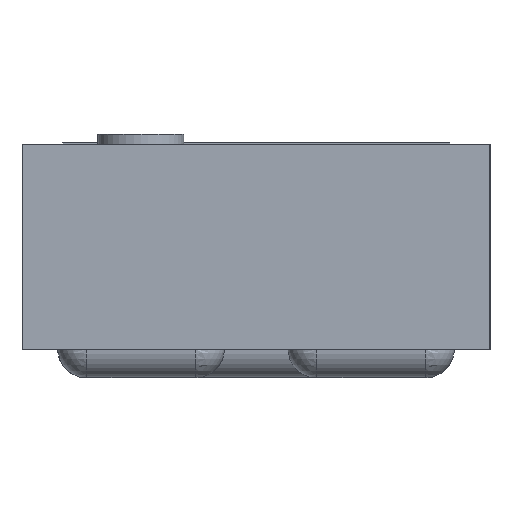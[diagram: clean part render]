
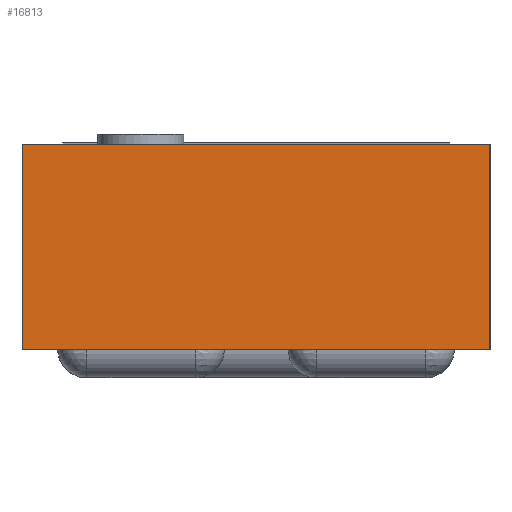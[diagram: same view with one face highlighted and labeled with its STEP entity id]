
A CAD part, left-side view. The second image highlights one B-rep face of the part: STEP entity #16813.
In plain terms, the highlighted planar face has unit normal (-1, 0, 0).
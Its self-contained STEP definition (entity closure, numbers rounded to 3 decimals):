
#16788 = VERTEX_POINT('',#16789);
#16789 = CARTESIAN_POINT('',(-2.053,-0.816,0.715));
#16795 = EDGE_CURVE('',#16796,#16788,#16798,.T.);
#16796 = VERTEX_POINT('',#16797);
#16797 = CARTESIAN_POINT('',(-2.053,-0.816,0.));
#16798 = LINE('',#16799,#16800);
#16799 = CARTESIAN_POINT('',(-2.053,-0.816,0.));
#16800 = VECTOR('',#16801,1.);
#16801 = DIRECTION('',(0.,0.,1.));
#16813 = ADVANCED_FACE('',(#16814),#16839,.T.);
#16814 = FACE_BOUND('',#16815,.T.);
#16815 = EDGE_LOOP('',(#16816,#16817,#16825,#16833));
#16816 = ORIENTED_EDGE('',*,*,#16795,.T.);
#16817 = ORIENTED_EDGE('',*,*,#16818,.T.);
#16818 = EDGE_CURVE('',#16788,#16819,#16821,.T.);
#16819 = VERTEX_POINT('',#16820);
#16820 = CARTESIAN_POINT('',(-2.053,0.816,0.715));
#16821 = LINE('',#16822,#16823);
#16822 = CARTESIAN_POINT('',(-2.053,-0.816,0.715));
#16823 = VECTOR('',#16824,1.);
#16824 = DIRECTION('',(0.,1.,0.));
#16825 = ORIENTED_EDGE('',*,*,#16826,.F.);
#16826 = EDGE_CURVE('',#16827,#16819,#16829,.T.);
#16827 = VERTEX_POINT('',#16828);
#16828 = CARTESIAN_POINT('',(-2.053,0.816,0.));
#16829 = LINE('',#16830,#16831);
#16830 = CARTESIAN_POINT('',(-2.053,0.816,0.));
#16831 = VECTOR('',#16832,1.);
#16832 = DIRECTION('',(0.,0.,1.));
#16833 = ORIENTED_EDGE('',*,*,#16834,.F.);
#16834 = EDGE_CURVE('',#16796,#16827,#16835,.T.);
#16835 = LINE('',#16836,#16837);
#16836 = CARTESIAN_POINT('',(-2.053,-0.816,0.));
#16837 = VECTOR('',#16838,1.);
#16838 = DIRECTION('',(0.,1.,0.));
#16839 = PLANE('',#16840);
#16840 = AXIS2_PLACEMENT_3D('',#16841,#16842,#16843);
#16841 = CARTESIAN_POINT('',(-2.053,-0.816,0.));
#16842 = DIRECTION('',(-1.,0.,0.));
#16843 = DIRECTION('',(0.,1.,0.));
